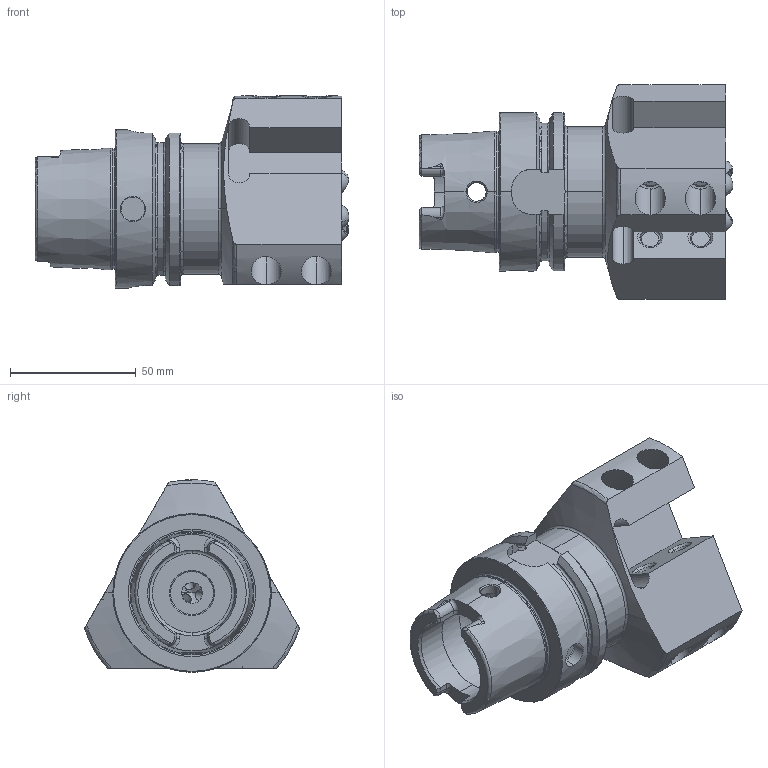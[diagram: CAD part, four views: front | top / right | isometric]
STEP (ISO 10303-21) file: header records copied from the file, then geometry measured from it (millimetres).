
FILE_DESCRIPTION (( 'STEP AP214' ), '1' );
FILE_NAME ('HA6.V20.R31.090.STEP', '2011-10-06T12:41:53', ( 'SwiAdmin' ), ( '' ), 'SwSTEP 2.0', 'SolidWorks 2011', '' );
FILE_SCHEMA (( 'AUTOMOTIVE_DESIGN' ));
Length unit declared in the file: millimetre
Products named in the file (6): ISO 4026 - M10 x 20_Default; KU1-U12.001.010; KU1-U12.001.010_2; KU1-U12.001.010_1; HA6-V20.R31.090_B; HA6.V20.R31.090
Assembly tree (12 placements, depth 3):
  HA6.V20.R31.090
    HA6-V20.R31.090_B
    ISO 4026 - M10 x 20_Default  x6
    KU1-U12.001.010  x3
      KU1-U12.001.010_1
      KU1-U12.001.010_2
Bounding box: 124.8 x 85.5 x 76.5 mm (x, y, z)
Volume: 241793.1 mm3; surface area: 63871.2 mm2
Topology: 13 solids, 13 shells, 392 faces, 1011 edges, 628 vertices
Faces by surface type: cylinder 124, plane 124, cone 92, torus 36, sphere 12, bspline 4
Entity records: 11976 total; most frequent: CARTESIAN_POINT 3630, ORIENTED_EDGE 1482, DIRECTION 1447, EDGE_CURVE 741, AXIS2_PLACEMENT_3D 578, VERTEX_POINT 462, EDGE_LOOP 305, LINE 291
